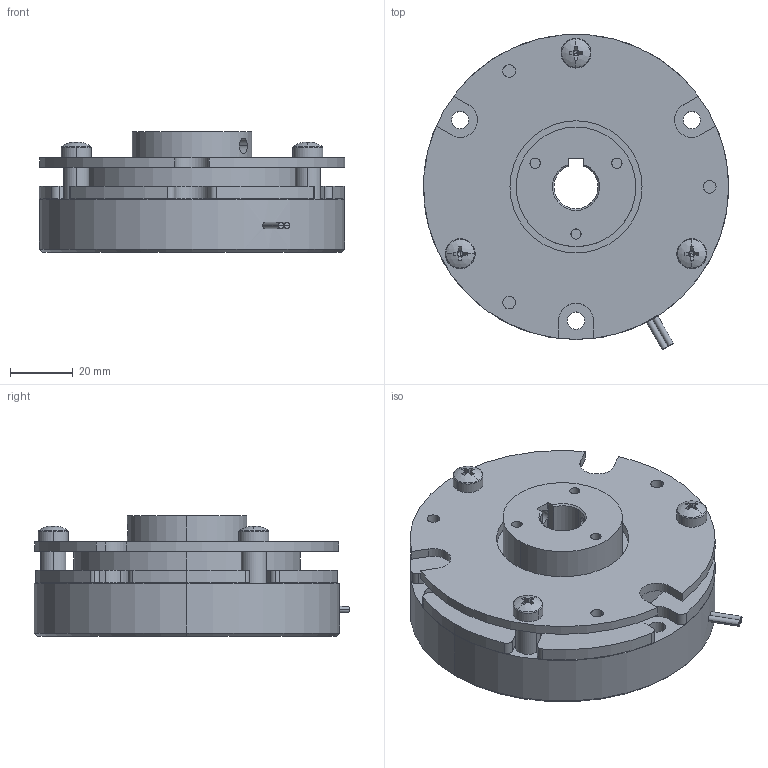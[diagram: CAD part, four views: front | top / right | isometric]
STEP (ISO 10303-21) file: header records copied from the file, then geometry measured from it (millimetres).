
FILE_DESCRIPTION (( 'STEP AP203' ), '1' );
FILE_NAME ('RNB 0.8ZG-N_23779200.STEP', '2016-06-02T06:37:31', ( ' ' ), ( '' ), 'SwSTEP 2.0', 'SolidWorks 2009', '' );
FILE_SCHEMA (( 'CONFIG_CONTROL_DESIGN' ));
Length unit declared in the file: millimetre
Products named in the file (1): RNB 0.8ZG-N_23779200
Bounding box: 97 x 100.21 x 38.3 mm (x, y, z)
Volume: 182850.4 mm3; surface area: 57638.8 mm2
Topology: 1 solids, 4 shells, 350 faces, 869 edges, 548 vertices
Faces by surface type: cylinder 146, plane 144, cone 38, sphere 12, torus 10
Entity records: 10820 total; most frequent: CARTESIAN_POINT 2120, DIRECTION 1957, ORIENTED_EDGE 1706, EDGE_CURVE 853, AXIS2_PLACEMENT_3D 795, VERTEX_POINT 548, CIRCLE 444, EDGE_LOOP 417
